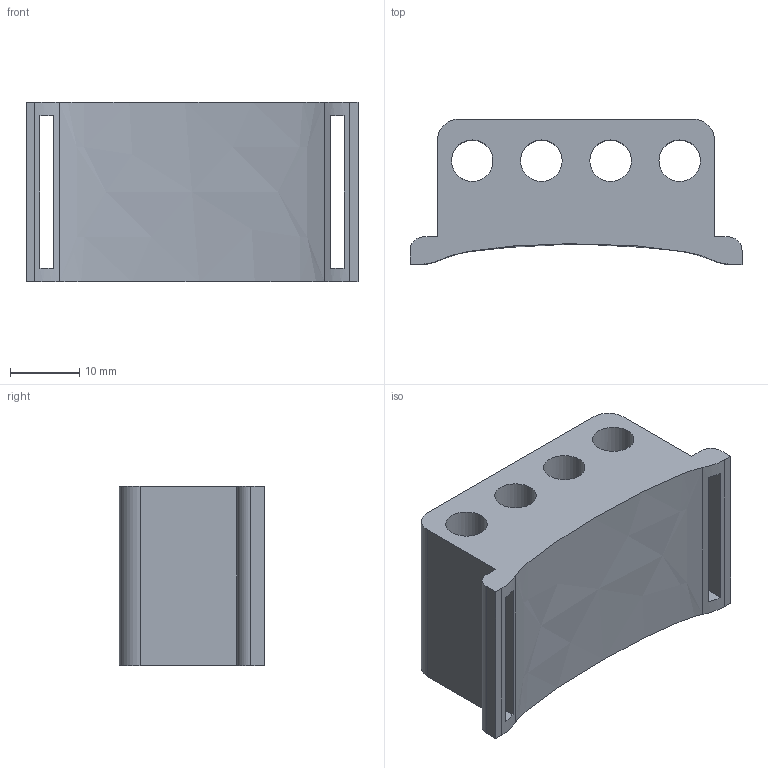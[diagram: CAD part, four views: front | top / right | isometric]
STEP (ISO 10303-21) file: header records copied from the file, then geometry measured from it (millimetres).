
FILE_DESCRIPTION(/* description */ (''),/* implementation_level */ '2;1');
FILE_NAME(/* name */ 'bowden_cables_guides_wrist.step',/* time_stamp */ '2024-05-30T19:44:57+02:00',/* author */ (''),/* organization */ (''),/* preprocessor_version */ 'ST-DEVELOPER v20',/* originating_system */ 'Autodesk Translation Framework v13.14.0.145',/* authorisation */ '');
FILE_SCHEMA (('AUTOMOTIVE_DESIGN { 1 0 10303 214 3 1 1 }'));
Length unit declared in the file: millimetre
Products named in the file (1): bowden_cables_guides_wrist
Bounding box: 48 x 21 x 26 mm (x, y, z)
Volume: 16715.4 mm3; surface area: 7010.5 mm2
Topology: 1 solids, 1 shells, 38 faces, 106 edges, 70 vertices
Faces by surface type: plane 19, cylinder 18, bspline 1
Full cylindrical faces by diameter (mm): 2.5 x4, 6 x4
Entity records: 1460 total; most frequent: CARTESIAN_POINT 402, ORIENTED_EDGE 212, DIRECTION 202, EDGE_CURVE 106, VERTEX_POINT 70, AXIS2_PLACEMENT_3D 68, LINE 66, VECTOR 66
